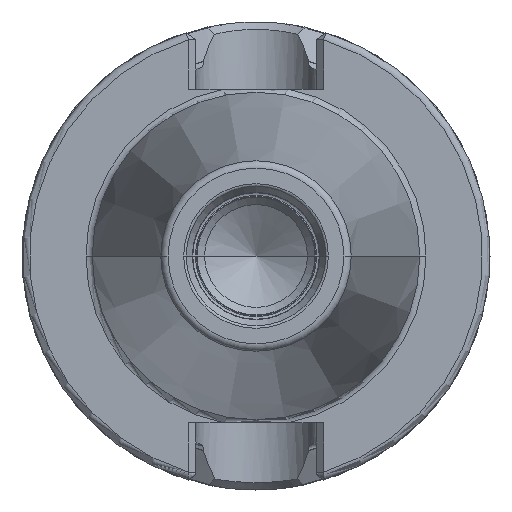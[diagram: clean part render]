
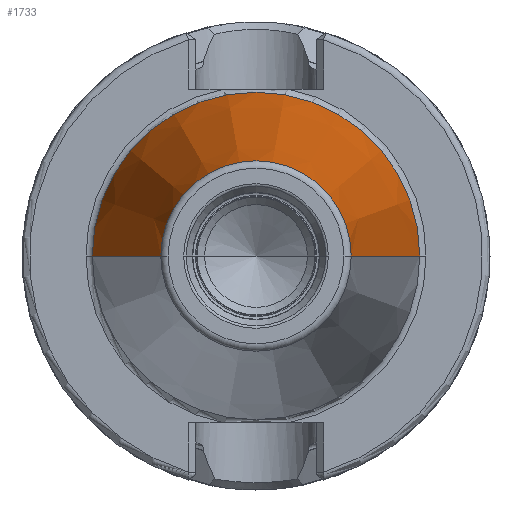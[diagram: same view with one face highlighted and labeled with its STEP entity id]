
A CAD part, left-side view. The second image highlights one B-rep face of the part: STEP entity #1733.
In plain terms, the highlighted conical face has half-angle 8.298 degrees and reference radius 17.426 mm.
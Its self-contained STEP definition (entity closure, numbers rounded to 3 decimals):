
#37=CARTESIAN_POINT('',(-64.544,0.,0.));
#38=DIRECTION('',(1.,0.,0.));
#39=DIRECTION('',(0.,1.,0.));
#40=AXIS2_PLACEMENT_3D('',#37,#38,#39);
#42=CARTESIAN_POINT('',(-1.267,0.,0.));
#43=DIRECTION('',(1.,0.,0.));
#44=DIRECTION('',(0.,1.,0.));
#45=AXIS2_PLACEMENT_3D('',#42,#43,#44);
#47=DIRECTION('',(-0.99,-0.144,0.));
#48=VECTOR('',#47,63.947);
#49=CARTESIAN_POINT('',(-1.267,22.04,0.));
#50=LINE('',#49,#48);
#51=DIRECTION('',(-0.99,0.144,0.));
#52=VECTOR('',#51,63.947);
#53=CARTESIAN_POINT('',(-1.267,-22.04,0.));
#54=LINE('',#53,#52);
#1378=CARTESIAN_POINT('',(-64.544,12.812,0.));
#1380=VERTEX_POINT('',#1378);
#1382=CARTESIAN_POINT('',(-64.544,-12.812,0.));
#1384=VERTEX_POINT('',#1382);
#1597=CARTESIAN_POINT('',(-1.267,22.04,0.));
#1598=VERTEX_POINT('',#1597);
#1599=CARTESIAN_POINT('',(-1.267,-22.04,0.));
#1600=VERTEX_POINT('',#1599);
#1719=CARTESIAN_POINT('',(-32.906,0.,0.));
#1720=DIRECTION('',(1.,0.,0.));
#1721=DIRECTION('',(0.,-1.,0.));
#1722=AXIS2_PLACEMENT_3D('',#1719,#1720,#1721);
#1723=CONICAL_SURFACE('',#1722,17.426,8.298);
#1725=ORIENTED_EDGE('',*,*,#1724,.F.);
#1727=ORIENTED_EDGE('',*,*,#1726,.T.);
#1729=ORIENTED_EDGE('',*,*,#1728,.T.);
#1730=ORIENTED_EDGE('',*,*,#1712,.F.);
#1731=EDGE_LOOP('',(#1725,#1727,#1729,#1730));
#1732=FACE_OUTER_BOUND('',#1731,.F.);
#1733=ADVANCED_FACE('',(#1732),#1723,.T.);
#41=CIRCLE('',#40,12.812);
#46=CIRCLE('',#45,22.04);
#1712=EDGE_CURVE('',#1380,#1384,#41,.T.);
#1724=EDGE_CURVE('',#1598,#1380,#50,.T.);
#1726=EDGE_CURVE('',#1598,#1600,#46,.T.);
#1728=EDGE_CURVE('',#1600,#1384,#54,.T.);
